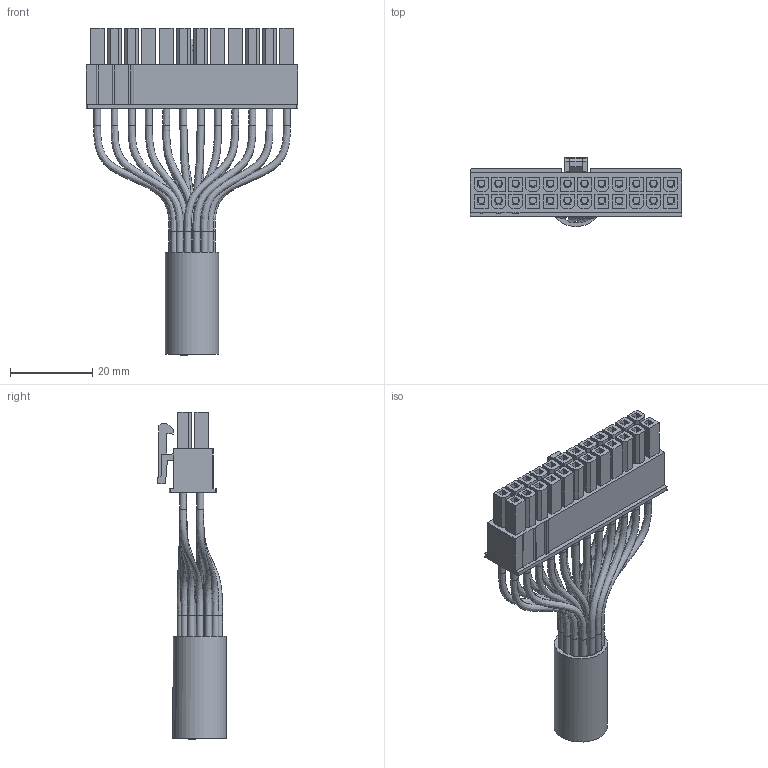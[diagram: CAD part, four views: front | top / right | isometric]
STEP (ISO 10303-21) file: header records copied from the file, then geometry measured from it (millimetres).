
FILE_DESCRIPTION(/* description */ (''),/* implementation_level */ '2;1');
FILE_NAME(/* name */ '5f528478a472b815952328ee',/* time_stamp */ '2020-09-04T18:16:27+00:00',/* author */ (''),/* organization */ (''),/* preprocessor_version */ 'ST-DEVELOPER v16.7',/* originating_system */ $,/* authorisation */ $);
FILE_SCHEMA (('AUTOMOTIVE_DESIGN {1 0 10303 214 3 1 1}'));
Length unit declared in the file: metre
Products named in the file (1): 039012240
Bounding box: 51.6 x 16.82 x 79.79 mm (x, y, z)
Volume: 10995.3 mm3; surface area: 18174.4 mm2
Topology: 1 solids, 1 shells, 1072 faces, 3278 edges, 2115 vertices
Faces by surface type: plane 959, cylinder 69, bspline 44
Full cylindrical faces by diameter (mm): 1.7 x38, 13 x1
Entity records: 46649 total; most frequent: CARTESIAN_POINT 10269, ORIENTED_EDGE 6306, DIRECTION 5447, EDGE_CURVE 3153, LINE 2785, VECTOR 2785, VERTEX_POINT 2074, AXIS2_PLACEMENT_3D 1331
